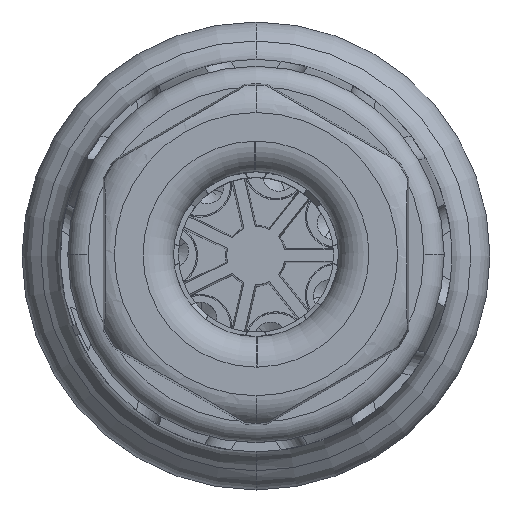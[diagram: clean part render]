
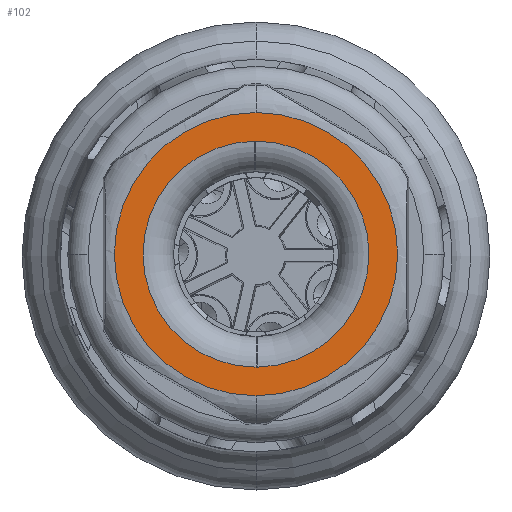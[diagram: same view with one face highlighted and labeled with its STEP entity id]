
A CAD part, top view. The second image highlights one B-rep face of the part: STEP entity #102.
In plain terms, the highlighted planar face has unit normal (0, 0, 1).
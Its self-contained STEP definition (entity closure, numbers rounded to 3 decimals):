
#102=ADVANCED_FACE('',(#3756,#3757),#3758,.T.);
#3756=FACE_OUTER_BOUND('',#11177,.T.);
#3757=FACE_BOUND('',#11178,.T.);
#3758=PLANE('',#11179);
#11177=EDGE_LOOP('',(#21121,#21122));
#11178=EDGE_LOOP('',(#21123,#21124,#21125,#21126));
#11179=AXIS2_PLACEMENT_3D('',#21127,#21128,#21129);
#21121=ORIENTED_EDGE('',*,*,#51432,.T.);
#21122=ORIENTED_EDGE('',*,*,#51433,.T.);
#21123=ORIENTED_EDGE('',*,*,#51434,.T.);
#21124=ORIENTED_EDGE('',*,*,#51001,.T.);
#21125=ORIENTED_EDGE('',*,*,#51435,.T.);
#21126=ORIENTED_EDGE('',*,*,#51004,.T.);
#21127=CARTESIAN_POINT('',(0.0,0.0,17.076));
#21128=DIRECTION('',(0.0,0.0,1.0));
#21129=DIRECTION('',(1.0,0.0,0.0));
#51001=EDGE_CURVE('',#61104,#61102,#61105,.T.);
#51004=EDGE_CURVE('',#61109,#61107,#61110,.T.);
#51432=EDGE_CURVE('',#61930,#61932,#61934,.T.);
#51433=EDGE_CURVE('',#61932,#61930,#61935,.T.);
#51434=EDGE_CURVE('',#61107,#61104,#61936,.T.);
#51435=EDGE_CURVE('',#61102,#61109,#61937,.T.);
#61102=VERTEX_POINT('',#77880);
#61104=VERTEX_POINT('',#77882);
#61105=CIRCLE('',#77883,11.105);
#61107=VERTEX_POINT('',#77885);
#61109=VERTEX_POINT('',#77887);
#61110=CIRCLE('',#77888,11.105);
#61930=VERTEX_POINT('',#79936);
#61932=VERTEX_POINT('',#79938);
#61934=CIRCLE('',#79940,13.922);
#61935=CIRCLE('',#79941,13.922);
#61936=CIRCLE('',#79942,11.105);
#61937=CIRCLE('',#79943,11.105);
#77880=CARTESIAN_POINT('',(0.0,-11.105,17.076));
#77882=CARTESIAN_POINT('',(0.165,-11.104,17.076));
#77883=AXIS2_PLACEMENT_3D('',#109317,#109318,#109319);
#77885=CARTESIAN_POINT('',(0.0,11.105,17.076));
#77887=CARTESIAN_POINT('',(-0.165,11.104,17.076));
#77888=AXIS2_PLACEMENT_3D('',#109326,#109327,#109328);
#79936=CARTESIAN_POINT('',(0.0,-13.922,17.076));
#79938=CARTESIAN_POINT('',(0.0,13.922,17.076));
#79940=AXIS2_PLACEMENT_3D('',#109565,#109566,#109567);
#79941=AXIS2_PLACEMENT_3D('',#109568,#109569,#109570);
#79942=AXIS2_PLACEMENT_3D('',#109571,#109572,#109573);
#79943=AXIS2_PLACEMENT_3D('',#109574,#109575,#109576);
#109317=CARTESIAN_POINT('',(0.0,0.0,17.076));
#109318=DIRECTION('',(0.0,0.0,-1.0));
#109319=DIRECTION('',(0.0,1.0,0.0));
#109326=CARTESIAN_POINT('',(0.0,0.0,17.076));
#109327=DIRECTION('',(0.0,0.0,-1.0));
#109328=DIRECTION('',(0.0,-1.0,0.0));
#109565=CARTESIAN_POINT('',(0.0,0.0,17.076));
#109566=DIRECTION('',(0.0,0.0,1.0));
#109567=DIRECTION('',(0.0,-1.0,0.0));
#109568=CARTESIAN_POINT('',(0.0,0.0,17.076));
#109569=DIRECTION('',(0.0,-0.0,1.0));
#109570=DIRECTION('',(0.0,1.0,0.0));
#109571=CARTESIAN_POINT('',(0.0,0.0,17.076));
#109572=DIRECTION('',(0.0,0.0,-1.0));
#109573=DIRECTION('',(0.0,1.0,0.0));
#109574=CARTESIAN_POINT('',(0.0,0.0,17.076));
#109575=DIRECTION('',(0.0,0.0,-1.0));
#109576=DIRECTION('',(0.0,-1.0,0.0));
